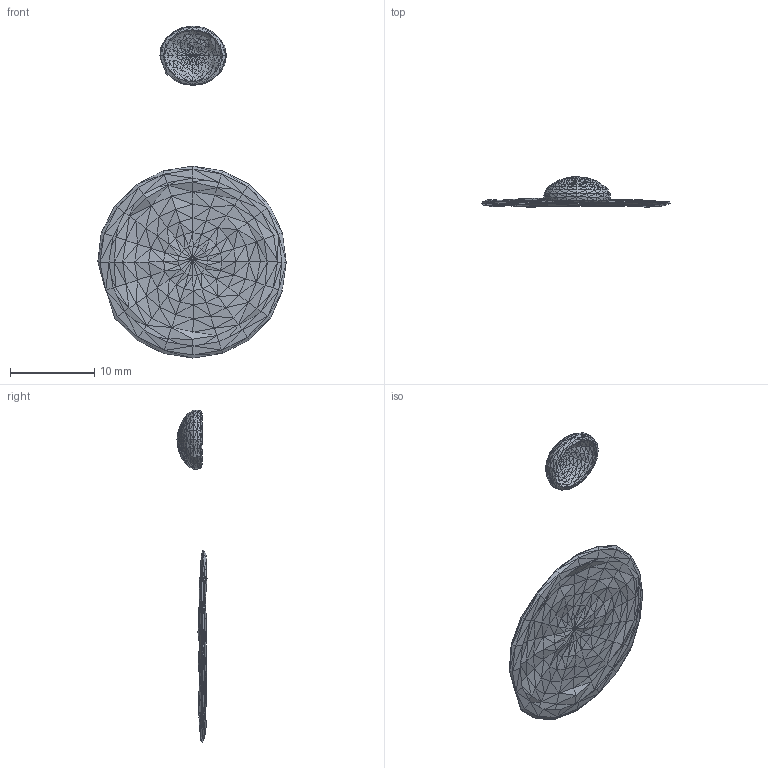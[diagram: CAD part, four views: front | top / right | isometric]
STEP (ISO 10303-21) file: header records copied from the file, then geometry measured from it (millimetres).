
FILE_DESCRIPTION(('STEP AP214'),'1');
FILE_NAME('result.stp','2025-10-19T14:08:31',(' '),(' '),'Spatial InterOp 3D',' ',' ');
FILE_SCHEMA(('automotive_design'));
Length unit declared in the file: metre
Products named in the file (1): Root
Bounding box: 22.31 x 3.56 x 39.31 mm (x, y, z)
Surface area: 585 mm2 (no closed solid volume)
Topology: 0 solids, 840 shells, 840 faces, 2520 edges, 550 vertices
Faces by surface type: plane 840
Entity records: 26324 total; most frequent: DIRECTION 4202, ORIENTED_EDGE 2520, EDGE_CURVE 2520, LINE 2520, VECTOR 2520, AXIS2_PLACEMENT_3D 841, STYLED_ITEM 840, PRESENTATION_STYLE_ASSIGNMENT 840
